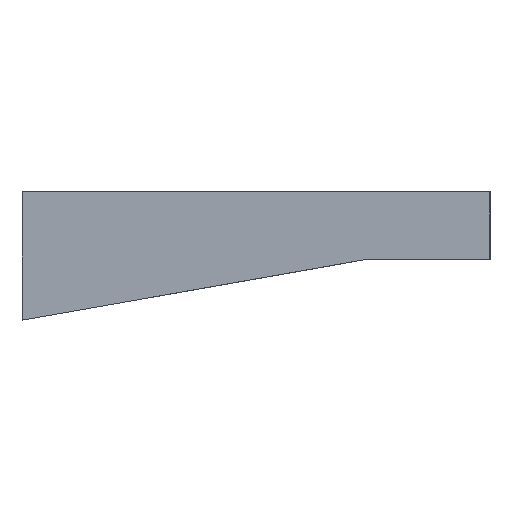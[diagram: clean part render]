
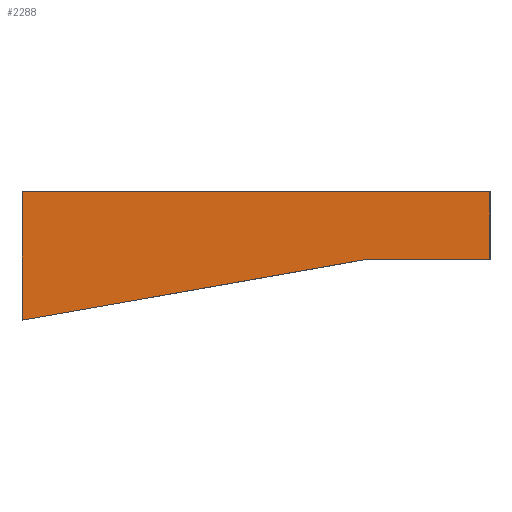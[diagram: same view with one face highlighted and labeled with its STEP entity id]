
A CAD part, left-side view. The second image highlights one B-rep face of the part: STEP entity #2288.
In plain terms, the highlighted planar face has unit normal (-1, 0, 0).
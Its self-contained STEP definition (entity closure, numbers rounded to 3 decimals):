
#109 = LINE ( 'NONE', #2531, #1194 ) ;
#143 = VECTOR ( 'NONE', #2406, 1000. ) ;
#273 = ORIENTED_EDGE ( 'NONE', *, *, #1047, .F. ) ;
#293 = VERTEX_POINT ( 'NONE', #463 ) ;
#463 = CARTESIAN_POINT ( 'NONE',  ( -1.8, 36., 7. ) ) ;
#480 = CARTESIAN_POINT ( 'NONE',  ( -1.8, 15.2, 7. ) ) ;
#547 = EDGE_CURVE ( 'NONE', #1812, #1453, #852, .T. ) ;
#674 = CARTESIAN_POINT ( 'NONE',  ( -1.8, 15.2, 0. ) ) ;
#786 = LINE ( 'NONE', #1391, #143 ) ;
#852 = LINE ( 'NONE', #1385, #1167 ) ;
#861 = ORIENTED_EDGE ( 'NONE', *, *, #547, .F. ) ;
#1047 = EDGE_CURVE ( 'NONE', #293, #1119, #109, .T. ) ;
#1081 = EDGE_CURVE ( 'NONE', #1812, #1119, #786, .T. ) ;
#1115 = CARTESIAN_POINT ( 'NONE',  ( -1.8, 36., 1.297 ) ) ;
#1119 = VERTEX_POINT ( 'NONE', #480 ) ;
#1167 = VECTOR ( 'NONE', #1435, 1000. ) ;
#1194 = VECTOR ( 'NONE', #2331, 1000. ) ;
#1314 = ORIENTED_EDGE ( 'NONE', *, *, #1081, .T. ) ;
#1356 = ORIENTED_EDGE ( 'NONE', *, *, #2118, .F. ) ;
#1360 = CARTESIAN_POINT ( 'NONE',  ( -1.8, 15.2, 4. ) ) ;
#1385 = CARTESIAN_POINT ( 'NONE',  ( -1.8, 15.2, 4. ) ) ;
#1391 = CARTESIAN_POINT ( 'NONE',  ( -1.8, 15.2, 0. ) ) ;
#1430 = ORIENTED_EDGE ( 'NONE', *, *, #1932, .F. ) ;
#1435 = DIRECTION ( 'NONE',  ( 0., 1., 0. ) ) ;
#1453 = VERTEX_POINT ( 'NONE', #2587 ) ;
#1562 = DIRECTION ( 'NONE',  ( 0., 0.985, -0.174 ) ) ;
#1669 = AXIS2_PLACEMENT_3D ( 'NONE', #674, #2366, #2339 ) ;
#1812 = VERTEX_POINT ( 'NONE', #1360 ) ;
#1865 = DIRECTION ( 'NONE',  ( 0., 0., 1. ) ) ;
#1932 = EDGE_CURVE ( 'NONE', #1453, #2549, #1986, .T. ) ;
#1933 = PLANE ( 'NONE',  #1669 ) ;
#1986 = LINE ( 'NONE', #2122, #2117 ) ;
#2025 = VECTOR ( 'NONE', #1865, 1000. ) ;
#2117 = VECTOR ( 'NONE', #1562, 1000. ) ;
#2118 = EDGE_CURVE ( 'NONE', #2549, #293, #2561, .T. ) ;
#2122 = CARTESIAN_POINT ( 'NONE',  ( -1.8, 20.671, 4. ) ) ;
#2211 = FACE_OUTER_BOUND ( 'NONE', #2397, .T. ) ;
#2288 = ADVANCED_FACE ( 'NONE', ( #2211 ), #1933, .F. ) ;
#2331 = DIRECTION ( 'NONE',  ( 0., -1., 0. ) ) ;
#2339 = DIRECTION ( 'NONE',  ( 0., 0., -1. ) ) ;
#2366 = DIRECTION ( 'NONE',  ( 1., 0., 0. ) ) ;
#2397 = EDGE_LOOP ( 'NONE', ( #1356, #1430, #861, #1314, #273 ) ) ;
#2406 = DIRECTION ( 'NONE',  ( 0., 0., 1. ) ) ;
#2531 = CARTESIAN_POINT ( 'NONE',  ( -1.8, 15.2, 7. ) ) ;
#2549 = VERTEX_POINT ( 'NONE', #1115 ) ;
#2561 = LINE ( 'NONE', #2673, #2025 ) ;
#2587 = CARTESIAN_POINT ( 'NONE',  ( -1.8, 20.671, 4. ) ) ;
#2673 = CARTESIAN_POINT ( 'NONE',  ( -1.8, 36., 0. ) ) ;
